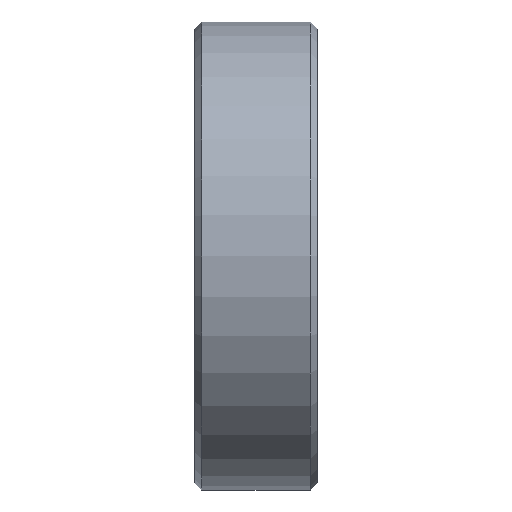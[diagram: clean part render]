
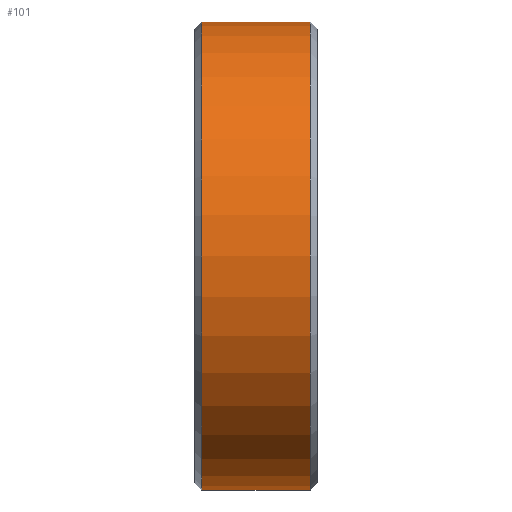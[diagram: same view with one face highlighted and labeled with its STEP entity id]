
A CAD part, left-side view. The second image highlights one B-rep face of the part: STEP entity #101.
In plain terms, the highlighted cylindrical face has radius 16.891 mm (diameter 33.782 mm), a partial arc.
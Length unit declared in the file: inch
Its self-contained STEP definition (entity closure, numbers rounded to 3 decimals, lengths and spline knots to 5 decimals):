
#101 = ADVANCED_FACE ( 'NONE', ( #276 ), #283, .T. ) ;
#276 = FACE_OUTER_BOUND ( 'NONE', #2043, .T. ) ;
#283 = CYLINDRICAL_SURFACE ( 'NONE', #2334, 0.665 ) ;
#310 = VERTEX_POINT ( 'NONE', #1944 ) ;
#324 = VERTEX_POINT ( 'NONE', #1937 ) ;
#342 = VERTEX_POINT ( 'NONE', #1932 ) ;
#474 = VERTEX_POINT ( 'NONE', #1888 ) ;
#916 = AXIS2_PLACEMENT_3D ( 'NONE', #1090, #1089, #1088 ) ;
#946 = AXIS2_PLACEMENT_3D ( 'NONE', #1109, #1108, #1107 ) ;
#1046 = VECTOR ( 'NONE', #1447, 39.37008 ) ;
#1049 = LINE ( 'NONE', #1454, #2078 ) ;
#1070 = LINE ( 'NONE', #1460, #1046 ) ;
#1088 = DIRECTION ( 'NONE',  ( 0., 0., -1. ) ) ;
#1089 = DIRECTION ( 'NONE',  ( 0., 1., 0. ) ) ;
#1090 = CARTESIAN_POINT ( 'NONE',  ( 0., 0.02, 0. ) ) ;
#1107 = DIRECTION ( 'NONE',  ( 0., 0., -1. ) ) ;
#1108 = DIRECTION ( 'NONE',  ( 0., -1., 0. ) ) ;
#1109 = CARTESIAN_POINT ( 'NONE',  ( 0., 0.329, 0. ) ) ;
#1224 = CARTESIAN_POINT ( 'NONE',  ( 0., 0., 0. ) ) ;
#1226 = DIRECTION ( 'NONE',  ( 0., -1., 0. ) ) ;
#1230 = DIRECTION ( 'NONE',  ( 0., 0., -1. ) ) ;
#1447 = DIRECTION ( 'NONE',  ( 0., -1., 0. ) ) ;
#1453 = DIRECTION ( 'NONE',  ( 0., -1., 0. ) ) ;
#1454 = CARTESIAN_POINT ( 'NONE',  ( 0., 0., 0.665 ) ) ;
#1460 = CARTESIAN_POINT ( 'NONE',  ( 0., 0., -0.665 ) ) ;
#1595 = CIRCLE ( 'NONE', #946, 0.665 ) ;
#1670 = CIRCLE ( 'NONE', #916, 0.665 ) ;
#1888 = CARTESIAN_POINT ( 'NONE',  ( 0., 0.02, -0.665 ) ) ;
#1932 = CARTESIAN_POINT ( 'NONE',  ( 0., 0.329, 0.665 ) ) ;
#1937 = CARTESIAN_POINT ( 'NONE',  ( 0., 0.329, -0.665 ) ) ;
#1944 = CARTESIAN_POINT ( 'NONE',  ( 0., 0.02, 0.665 ) ) ;
#1972 = ORIENTED_EDGE ( 'NONE', *, *, #2332, .T. ) ;
#2043 = EDGE_LOOP ( 'NONE', ( #2142, #2146, #2143, #1972 ) ) ;
#2078 = VECTOR ( 'NONE', #1453, 39.37008 ) ;
#2142 = ORIENTED_EDGE ( 'NONE', *, *, #2305, .F. ) ;
#2143 = ORIENTED_EDGE ( 'NONE', *, *, #2306, .T. ) ;
#2146 = ORIENTED_EDGE ( 'NONE', *, *, #2325, .T. ) ;
#2305 = EDGE_CURVE ( 'NONE', #342, #310, #1049, .T. ) ;
#2306 = EDGE_CURVE ( 'NONE', #324, #474, #1070, .T. ) ;
#2325 = EDGE_CURVE ( 'NONE', #342, #324, #1595, .T. ) ;
#2332 = EDGE_CURVE ( 'NONE', #474, #310, #1670, .T. ) ;
#2334 = AXIS2_PLACEMENT_3D ( 'NONE', #1224, #1226, #1230 ) ;
